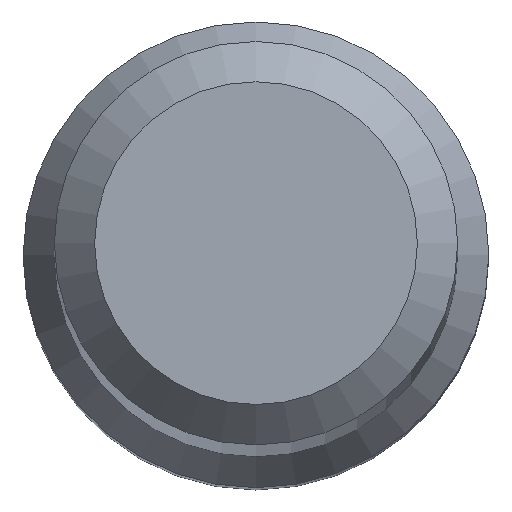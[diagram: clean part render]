
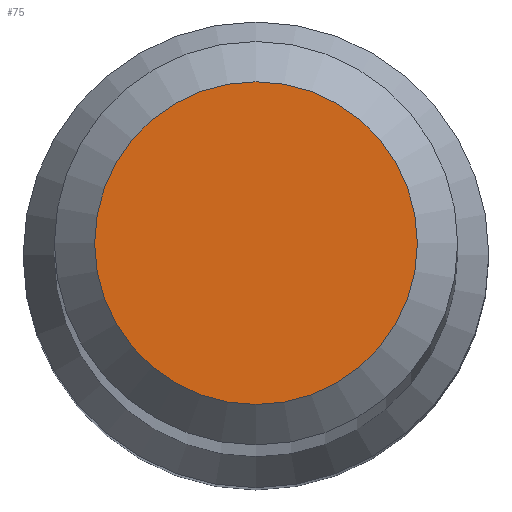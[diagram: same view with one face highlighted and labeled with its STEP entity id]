
A CAD part, top view. The second image highlights one B-rep face of the part: STEP entity #75.
In plain terms, the highlighted planar face has unit normal (0, 0, 1).
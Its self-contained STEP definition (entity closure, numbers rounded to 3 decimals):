
#39 = FACE_OUTER_BOUND ( 'NONE', #189, .T. ) ;
#50 = EDGE_CURVE ( 'NONE', #174, #174, #241, .T. ) ;
#63 = AXIS2_PLACEMENT_3D ( 'NONE', #118, #210, #193 ) ;
#71 = AXIS2_PLACEMENT_3D ( 'NONE', #90, #142, #165 ) ;
#75 = ADVANCED_FACE ( 'NONE', ( #39 ), #116, .T. ) ;
#90 = CARTESIAN_POINT ( 'NONE',  ( 0., 0., 80. ) ) ;
#116 = PLANE ( 'NONE',  #63 ) ;
#118 = CARTESIAN_POINT ( 'NONE',  ( 0., 0., 80. ) ) ;
#142 = DIRECTION ( 'NONE',  ( 0., 0., -1. ) ) ;
#165 = DIRECTION ( 'NONE',  ( 0., 1., 0. ) ) ;
#174 = VERTEX_POINT ( 'NONE', #195 ) ;
#189 = EDGE_LOOP ( 'NONE', ( #239 ) ) ;
#193 = DIRECTION ( 'NONE',  ( 0., -1., 0. ) ) ;
#195 = CARTESIAN_POINT ( 'NONE',  ( 0., 1.6, 80. ) ) ;
#210 = DIRECTION ( 'NONE',  ( 0., 0., 1. ) ) ;
#239 = ORIENTED_EDGE ( 'NONE', *, *, #50, .F. ) ;
#241 = CIRCLE ( 'NONE', #71, 1.6 ) ;
